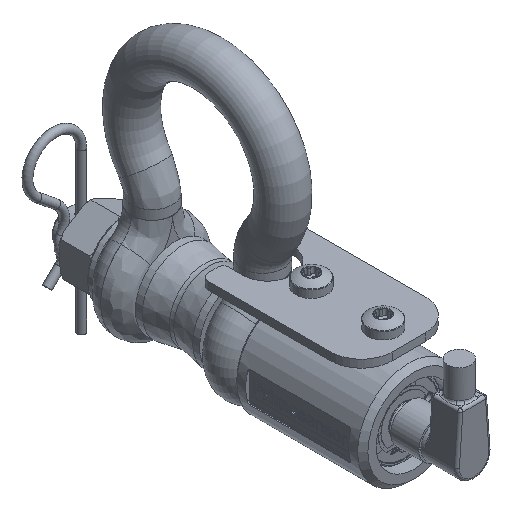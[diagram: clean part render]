
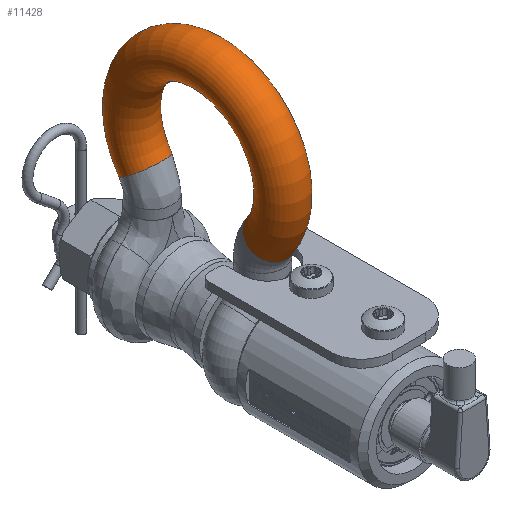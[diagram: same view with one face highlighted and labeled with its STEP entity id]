
A CAD part, isometric view. The second image highlights one B-rep face of the part: STEP entity #11428.
In plain terms, the highlighted toroidal (fillet/blend) face has major radius 29.5 mm and minor radius 8 mm.
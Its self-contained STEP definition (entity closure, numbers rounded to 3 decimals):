
#249=TOROIDAL_SURFACE('',#12155,29.5,8.);
#2139=ORIENTED_EDGE('',*,*,#4191,.F.);
#2140=ORIENTED_EDGE('',*,*,#4192,.T.);
#4191=EDGE_CURVE('',#5259,#5259,#6011,.F.);
#4192=EDGE_CURVE('',#5260,#5260,#6012,.F.);
#5259=VERTEX_POINT('',#16057);
#5260=VERTEX_POINT('',#16060);
#6011=CIRCLE('',#12154,8.);
#6012=CIRCLE('',#12156,8.);
#6473=EDGE_LOOP('',(#2139));
#6474=EDGE_LOOP('',(#2140));
#7330=FACE_BOUND('',#6473,.T.);
#7331=FACE_BOUND('',#6474,.T.);
#11428=ADVANCED_FACE('',(#7330,#7331),#249,.T.);
#12154=AXIS2_PLACEMENT_3D('',#16056,#13312,#13313);
#12155=AXIS2_PLACEMENT_3D('',#16058,#13314,#13315);
#12156=AXIS2_PLACEMENT_3D('',#16059,#13316,#13317);
#13312=DIRECTION('',(0.578,0.,0.816));
#13313=DIRECTION('',(0.,-1.,0.));
#13314=DIRECTION('',(0.,1.,0.));
#13315=DIRECTION('',(0.,0.,1.));
#13316=DIRECTION('',(0.578,0.,-0.816));
#13317=DIRECTION('',(0.,-1.,0.));
#16056=CARTESIAN_POINT('',(24.075,0.,35.451));
#16057=CARTESIAN_POINT('',(24.075,-8.,35.451));
#16058=CARTESIAN_POINT('',(0.,0.,52.5));
#16059=CARTESIAN_POINT('',(-24.075,0.,35.451));
#16060=CARTESIAN_POINT('',(-24.075,-8.,35.451));
